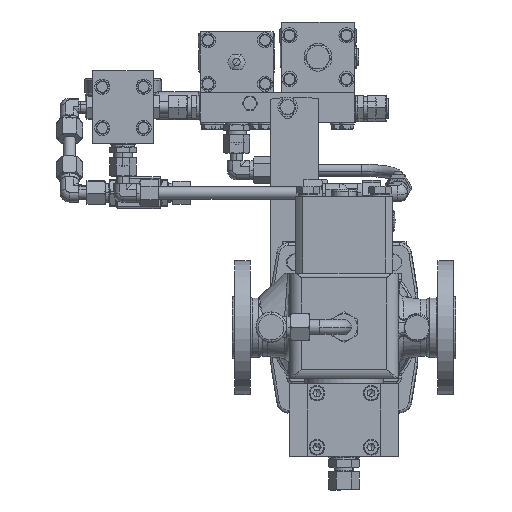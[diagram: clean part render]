
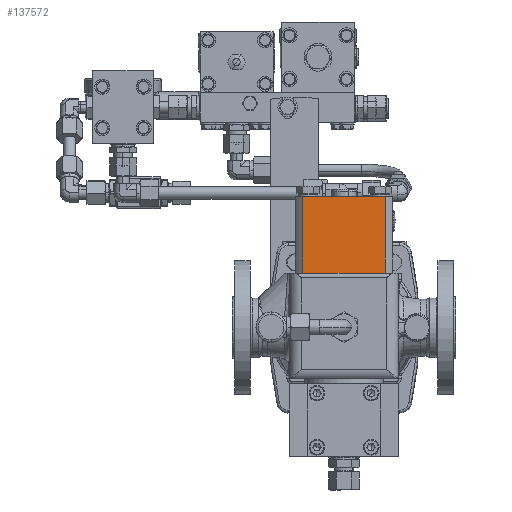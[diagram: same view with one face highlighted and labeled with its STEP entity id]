
A CAD part, front view. The second image highlights one B-rep face of the part: STEP entity #137572.
In plain terms, the highlighted planar face has unit normal (0, -1, 0).
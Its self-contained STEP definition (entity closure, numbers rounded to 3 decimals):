
#2551 = LINE ( 'NONE', #92868, #124369 ) ;
#3593 = VECTOR ( 'NONE', #110957, 1000. ) ;
#5071 = ORIENTED_EDGE ( 'NONE', *, *, #63117, .F. ) ;
#11509 = EDGE_CURVE ( 'Defeature ausgef�hrt1_743+Defeature ausgef�hrt1_674+Defeature ausgef�hrt1_675+Defeature ausgef�hrt1_673', #148962, #113626, #2551, .T. ) ;
#17139 = CARTESIAN_POINT ( 'NONE',  ( 34.004, -40., 23. ) ) ;
#17716 = ORIENTED_EDGE ( 'NONE', *, *, #11509, .F. ) ;
#18348 = CARTESIAN_POINT ( 'NONE',  ( -40., -40., 108. ) ) ;
#29127 = ORIENTED_EDGE ( 'NONE', *, *, #129541, .F. ) ;
#33839 = DIRECTION ( 'NONE',  ( 0., 0., -1. ) ) ;
#34817 = VERTEX_POINT ( 'NONE', #122895 ) ;
#37785 = LINE ( 'NONE', #38773, #3593 ) ;
#38773 = CARTESIAN_POINT ( 'NONE',  ( -40., -40., 108. ) ) ;
#45811 = DIRECTION ( 'NONE',  ( -1., 0., 0. ) ) ;
#60100 = PLANE ( 'NONE',  #68378 ) ;
#60715 = VECTOR ( 'NONE', #158546, 1000. ) ;
#63117 = EDGE_CURVE ( 'Defeature ausgef�hrt1_622+Defeature ausgef�hrt1_674+Defeature ausgef�hrt1_673+Defeature ausgef�hrt1_675', #164301, #34817, #37785, .T. ) ;
#68378 = AXIS2_PLACEMENT_3D ( 'NONE', #18348, #155564, #45811 ) ;
#75236 = EDGE_CURVE ( 'Defeature ausgef�hrt1_673+Defeature ausgef�hrt1_674+Defeature ausgef�hrt1_743+Defeature ausgef�hrt1_622', #113626, #164301, #167547, .T. ) ;
#77936 = FACE_OUTER_BOUND ( 'NONE', #131178, .T. ) ;
#90997 = CARTESIAN_POINT ( 'NONE',  ( -34.004, -40., 23. ) ) ;
#92726 = VECTOR ( 'NONE', #33839, 1000. ) ;
#92868 = CARTESIAN_POINT ( 'NONE',  ( -40., -40., 45. ) ) ;
#106686 = DIRECTION ( 'NONE',  ( -1., 0., 0. ) ) ;
#110957 = DIRECTION ( 'NONE',  ( 1., 0., 0. ) ) ;
#113626 = VERTEX_POINT ( 'NONE', #158415 ) ;
#122895 = CARTESIAN_POINT ( 'NONE',  ( 34.004, -40., 108. ) ) ;
#124369 = VECTOR ( 'NONE', #106686, 1000. ) ;
#125980 = CARTESIAN_POINT ( 'NONE',  ( 34.004, -40., 45. ) ) ;
#129541 = EDGE_CURVE ( 'Defeature ausgef�hrt1_675+Defeature ausgef�hrt1_674+Defeature ausgef�hrt1_622+Defeature ausgef�hrt1_743', #34817, #148962, #135397, .T. ) ;
#131178 = EDGE_LOOP ( 'NONE', ( #17716, #29127, #5071, #164824 ) ) ;
#135397 = LINE ( 'NONE', #17139, #92726 ) ;
#137572 = ADVANCED_FACE ( 'Defeature ausgef�hrt1_674', ( #77936 ), #60100, .F. ) ;
#148962 = VERTEX_POINT ( 'NONE', #125980 ) ;
#155564 = DIRECTION ( 'NONE',  ( 0., 1., 0. ) ) ;
#158415 = CARTESIAN_POINT ( 'NONE',  ( -34.004, -40., 45. ) ) ;
#158546 = DIRECTION ( 'NONE',  ( 0., 0., 1. ) ) ;
#164301 = VERTEX_POINT ( 'NONE', #171254 ) ;
#164824 = ORIENTED_EDGE ( 'NONE', *, *, #75236, .F. ) ;
#167547 = LINE ( 'NONE', #90997, #60715 ) ;
#171254 = CARTESIAN_POINT ( 'NONE',  ( -34.004, -40., 108. ) ) ;
